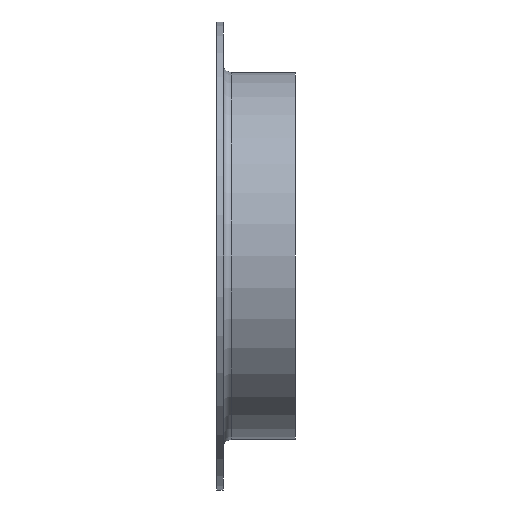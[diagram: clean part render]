
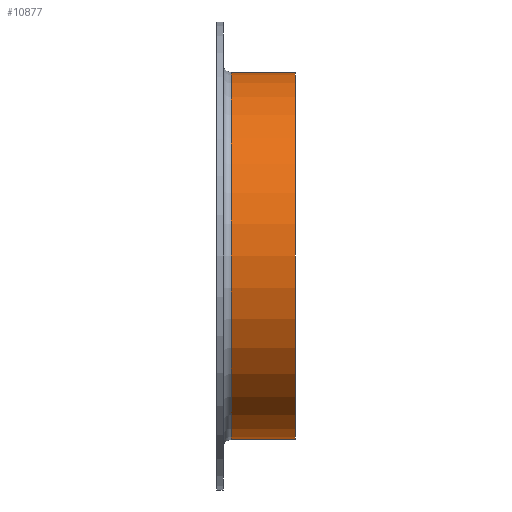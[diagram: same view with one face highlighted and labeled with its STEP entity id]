
A CAD part, front view. The second image highlights one B-rep face of the part: STEP entity #10877.
In plain terms, the highlighted cylindrical face has radius 69.85 mm (diameter 139.7 mm), a full revolution.
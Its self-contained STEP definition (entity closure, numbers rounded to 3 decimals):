
#329 = AXIS2_PLACEMENT_3D ( 'NONE', #3130, #6391, #12363 ) ;
#629 = DIRECTION ( 'NONE',  ( -1., 0., 0. ) ) ;
#850 = EDGE_CURVE ( 'NONE', #7534, #7534, #1945, .T. ) ;
#1446 = CARTESIAN_POINT ( 'NONE',  ( 5.5, 0., 0. ) ) ;
#1668 = DIRECTION ( 'NONE',  ( 1., 0., 0. ) ) ;
#1686 = VERTEX_POINT ( 'NONE', #6310 ) ;
#1904 = CARTESIAN_POINT ( 'NONE',  ( 30., 0., 0. ) ) ;
#1945 = CIRCLE ( 'NONE', #13813, 69.85 ) ;
#2982 = AXIS2_PLACEMENT_3D ( 'NONE', #1446, #1668, #14104 ) ;
#3130 = CARTESIAN_POINT ( 'NONE',  ( 0., 0., 0. ) ) ;
#3531 = EDGE_LOOP ( 'NONE', ( #14515 ) ) ;
#3664 = ORIENTED_EDGE ( 'NONE', *, *, #10158, .T. ) ;
#4263 = FACE_OUTER_BOUND ( 'NONE', #11840, .T. ) ;
#6310 = CARTESIAN_POINT ( 'NONE',  ( 5.5, 0., 69.85 ) ) ;
#6391 = DIRECTION ( 'NONE',  ( -1., 0., 0. ) ) ;
#7534 = VERTEX_POINT ( 'NONE', #12220 ) ;
#7745 = DIRECTION ( 'NONE',  ( 0., 0., 1. ) ) ;
#10158 = EDGE_CURVE ( 'NONE', #1686, #1686, #12912, .T. ) ;
#10877 = ADVANCED_FACE ( 'NONE', ( #4263, #13494 ), #14558, .T. ) ;
#11840 = EDGE_LOOP ( 'NONE', ( #3664 ) ) ;
#12220 = CARTESIAN_POINT ( 'NONE',  ( 30., 0., 69.85 ) ) ;
#12363 = DIRECTION ( 'NONE',  ( 0., 0., 1. ) ) ;
#12912 = CIRCLE ( 'NONE', #2982, 69.85 ) ;
#13494 = FACE_OUTER_BOUND ( 'NONE', #3531, .T. ) ;
#13813 = AXIS2_PLACEMENT_3D ( 'NONE', #1904, #629, #7745 ) ;
#14104 = DIRECTION ( 'NONE',  ( 0., 0., 1. ) ) ;
#14515 = ORIENTED_EDGE ( 'NONE', *, *, #850, .T. ) ;
#14558 = CYLINDRICAL_SURFACE ( 'NONE', #329, 69.85 ) ;
